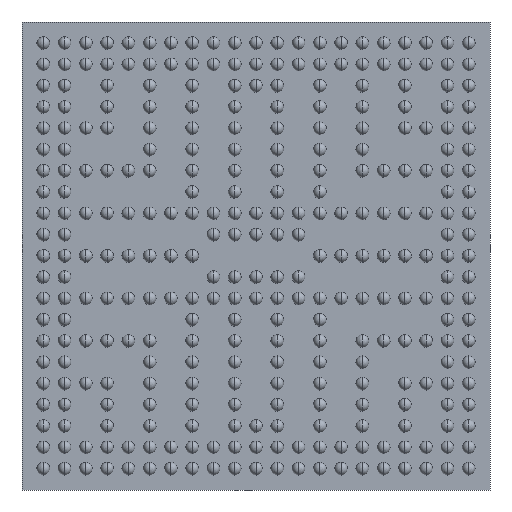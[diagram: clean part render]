
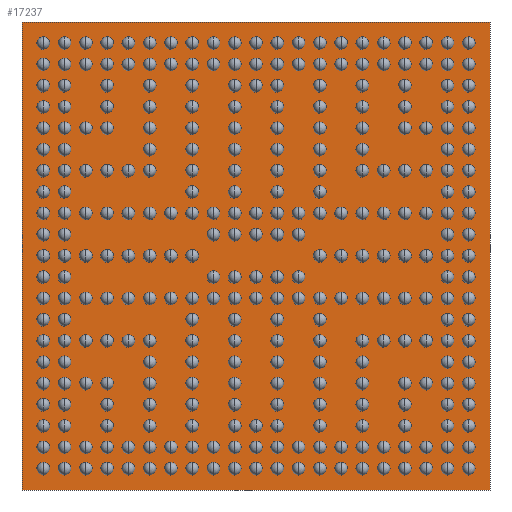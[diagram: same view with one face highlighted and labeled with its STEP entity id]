
A CAD part, front view. The second image highlights one B-rep face of the part: STEP entity #17237.
In plain terms, the highlighted planar face has unit normal (0, -1, 0).
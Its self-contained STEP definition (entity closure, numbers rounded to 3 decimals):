
#936 = CARTESIAN_POINT ( 'NONE',  ( -5.5, 0.26, 5.5 ) ) ;
#968 = ORIENTED_EDGE ( 'NONE', *, *, #4077, .T. ) ;
#1350 = EDGE_LOOP ( 'NONE', ( #9828, #12731, #10361, #968 ) ) ;
#1507 = CARTESIAN_POINT ( 'NONE',  ( -5.5, 0.26, 5.5 ) ) ;
#1780 = CARTESIAN_POINT ( 'NONE',  ( 5.5, 0.26, 5.5 ) ) ;
#2592 = DIRECTION ( 'NONE',  ( 0., 0., 1. ) ) ;
#2954 = LINE ( 'NONE', #1507, #11244 ) ;
#3191 = DIRECTION ( 'NONE',  ( 0., 0., -1. ) ) ;
#4077 = EDGE_CURVE ( 'NONE', #11817, #17795, #15264, .T. ) ;
#7033 = CARTESIAN_POINT ( 'NONE',  ( -5.5, 0.26, 5.5 ) ) ;
#8086 = VERTEX_POINT ( 'NONE', #1780 ) ;
#8971 = DIRECTION ( 'NONE',  ( -1., 0., 0. ) ) ;
#9828 = ORIENTED_EDGE ( 'NONE', *, *, #19467, .T. ) ;
#10361 = ORIENTED_EDGE ( 'NONE', *, *, #22080, .T. ) ;
#11244 = VECTOR ( 'NONE', #8971, 1000. ) ;
#11817 = VERTEX_POINT ( 'NONE', #20599 ) ;
#12731 = ORIENTED_EDGE ( 'NONE', *, *, #16848, .T. ) ;
#13093 = FACE_OUTER_BOUND ( 'NONE', #1350, .T. ) ;
#13495 = LINE ( 'NONE', #13664, #13678 ) ;
#13664 = CARTESIAN_POINT ( 'NONE',  ( 5.5, 0.26, 5.5 ) ) ;
#13678 = VECTOR ( 'NONE', #2592, 1000. ) ;
#14639 = LINE ( 'NONE', #7033, #23110 ) ;
#15054 = VECTOR ( 'NONE', #24657, 1000. ) ;
#15264 = LINE ( 'NONE', #16923, #15054 ) ;
#15628 = VERTEX_POINT ( 'NONE', #936 ) ;
#15673 = CARTESIAN_POINT ( 'NONE',  ( 0., 0.26, 0. ) ) ;
#16848 = EDGE_CURVE ( 'NONE', #8086, #15628, #2954, .T. ) ;
#16923 = CARTESIAN_POINT ( 'NONE',  ( -5.5, 0.26, -5.5 ) ) ;
#17120 = DIRECTION ( 'NONE',  ( 0., 0., 1. ) ) ;
#17237 = ADVANCED_FACE ( 'NONE', ( #13093 ), #23220, .F. ) ;
#17795 = VERTEX_POINT ( 'NONE', #23667 ) ;
#19467 = EDGE_CURVE ( 'NONE', #17795, #8086, #13495, .T. ) ;
#20599 = CARTESIAN_POINT ( 'NONE',  ( -5.5, 0.26, -5.5 ) ) ;
#20812 = DIRECTION ( 'NONE',  ( 0., 1., 0. ) ) ;
#22080 = EDGE_CURVE ( 'NONE', #15628, #11817, #14639, .T. ) ;
#23110 = VECTOR ( 'NONE', #3191, 1000. ) ;
#23220 = PLANE ( 'NONE',  #24600 ) ;
#23667 = CARTESIAN_POINT ( 'NONE',  ( 5.5, 0.26, -5.5 ) ) ;
#24600 = AXIS2_PLACEMENT_3D ( 'NONE', #15673, #20812, #17120 ) ;
#24657 = DIRECTION ( 'NONE',  ( 1., 0., 0. ) ) ;
